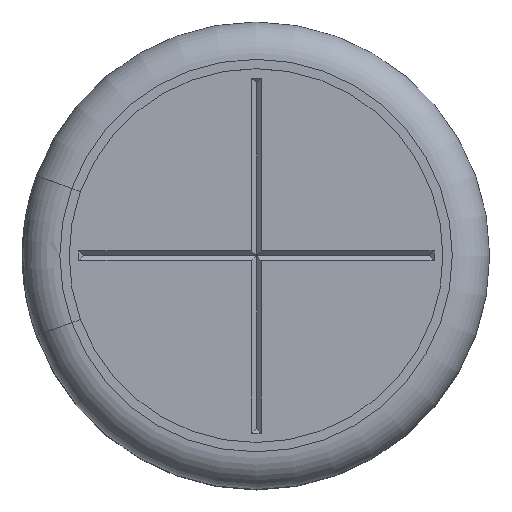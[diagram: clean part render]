
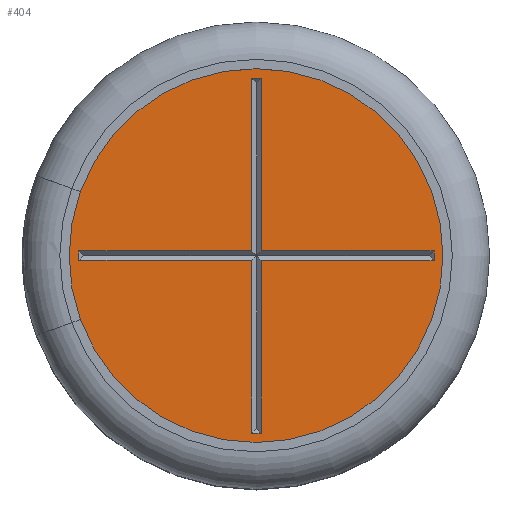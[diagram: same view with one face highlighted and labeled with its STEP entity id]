
A CAD part, top view. The second image highlights one B-rep face of the part: STEP entity #404.
In plain terms, the highlighted planar face has unit normal (0, 0, 1).
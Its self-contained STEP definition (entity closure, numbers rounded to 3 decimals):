
#404=ADVANCED_FACE('',(#1025,#1027),#1029,.T.);
#1025=FACE_BOUND('',#1026,.T.);
#1026=EDGE_LOOP('',(#1550));
#1027=FACE_BOUND('',#1028,.T.);
#1028=EDGE_LOOP('',(#1551,#1552,#1553,#1554,#1555,#1556,#1557,#1558,#1559,#1560,
#1561,#1562));
#1029=PLANE('',#1030);
#1030=AXIS2_PLACEMENT_3D('',#1031,#1032,#1033);
#1031=CARTESIAN_POINT('',(0.,0.,4.9));
#1032=DIRECTION('',(0.,0.,1.));
#1033=DIRECTION('',(1.,0.,0.));
#1550=ORIENTED_EDGE('',*,*,#1807,.T.);
#1551=ORIENTED_EDGE('',*,*,#1854,.T.);
#1552=ORIENTED_EDGE('',*,*,#1855,.T.);
#1553=ORIENTED_EDGE('',*,*,#1856,.T.);
#1554=ORIENTED_EDGE('',*,*,#1857,.T.);
#1555=ORIENTED_EDGE('',*,*,#1858,.T.);
#1556=ORIENTED_EDGE('',*,*,#1859,.T.);
#1557=ORIENTED_EDGE('',*,*,#1860,.T.);
#1558=ORIENTED_EDGE('',*,*,#1861,.T.);
#1559=ORIENTED_EDGE('',*,*,#1862,.T.);
#1560=ORIENTED_EDGE('',*,*,#1863,.T.);
#1561=ORIENTED_EDGE('',*,*,#1864,.T.);
#1562=ORIENTED_EDGE('',*,*,#1865,.T.);
#1807=EDGE_CURVE('',#2080,#2080,#2081,.T.);
#1854=EDGE_CURVE('',#2162,#2163,#2164,.F.);
#1855=EDGE_CURVE('',#2163,#2165,#2166,.F.);
#1856=EDGE_CURVE('',#2165,#2167,#2168,.F.);
#1857=EDGE_CURVE('',#2167,#2169,#2170,.F.);
#1858=EDGE_CURVE('',#2169,#2171,#2172,.F.);
#1859=EDGE_CURVE('',#2171,#2173,#2174,.F.);
#1860=EDGE_CURVE('',#2173,#2175,#2176,.F.);
#1861=EDGE_CURVE('',#2175,#2177,#2178,.F.);
#1862=EDGE_CURVE('',#2177,#2179,#2180,.F.);
#1863=EDGE_CURVE('',#2179,#2181,#2182,.F.);
#1864=EDGE_CURVE('',#2181,#2183,#2184,.F.);
#1865=EDGE_CURVE('',#2183,#2162,#2185,.F.);
#2080=VERTEX_POINT('',#2782);
#2081=CIRCLE('',#2783,2.);
#2162=VERTEX_POINT('',#3026);
#2163=VERTEX_POINT('',#3027);
#2164=LINE('',#3028,#3029);
#2165=VERTEX_POINT('',#3031);
#2166=LINE('',#3032,#3033);
#2167=VERTEX_POINT('',#3035);
#2168=LINE('',#3036,#3037);
#2169=VERTEX_POINT('',#3039);
#2170=LINE('',#3040,#3041);
#2171=VERTEX_POINT('',#3043);
#2172=LINE('',#3044,#3045);
#2173=VERTEX_POINT('',#3047);
#2174=LINE('',#3048,#3049);
#2175=VERTEX_POINT('',#3051);
#2176=LINE('',#3052,#3053);
#2177=VERTEX_POINT('',#3055);
#2178=LINE('',#3056,#3057);
#2179=VERTEX_POINT('',#3059);
#2180=LINE('',#3060,#3061);
#2181=VERTEX_POINT('',#3063);
#2182=LINE('',#3064,#3065);
#2183=VERTEX_POINT('',#3067);
#2184=LINE('',#3068,#3069);
#2185=LINE('',#3071,#3072);
#2782=CARTESIAN_POINT('',(2.,0.,4.9));
#2783=AXIS2_PLACEMENT_3D('',#2784,#2785,#2786);
#2784=CARTESIAN_POINT('',(0.,0.,4.9));
#2785=DIRECTION('',(0.,0.,1.));
#2786=DIRECTION('',(1.,0.,0.));
#3026=CARTESIAN_POINT('',(-0.046,-0.05,4.9));
#3027=CARTESIAN_POINT('',(-1.896,-0.05,4.9));
#3028=CARTESIAN_POINT('',(-1.896,-0.05,4.9));
#3029=VECTOR('',#3030,1.);
#3030=DIRECTION('',(1.,0.,0.));
#3031=CARTESIAN_POINT('',(-1.896,0.05,4.9));
#3032=CARTESIAN_POINT('',(-1.896,0.05,4.9));
#3033=VECTOR('',#3034,1.);
#3034=DIRECTION('',(0.,-1.,0.));
#3035=CARTESIAN_POINT('',(-0.046,0.05,4.9));
#3036=CARTESIAN_POINT('',(-0.046,0.05,4.9));
#3037=VECTOR('',#3038,1.);
#3038=DIRECTION('',(-1.,0.,0.));
#3039=CARTESIAN_POINT('',(-0.046,1.9,4.9));
#3040=CARTESIAN_POINT('',(-0.046,1.9,4.9));
#3041=VECTOR('',#3042,1.);
#3042=DIRECTION('',(0.,-1.,0.));
#3043=CARTESIAN_POINT('',(0.054,1.9,4.9));
#3044=CARTESIAN_POINT('',(0.054,1.9,4.9));
#3045=VECTOR('',#3046,1.);
#3046=DIRECTION('',(-1.,0.,0.));
#3047=CARTESIAN_POINT('',(0.054,0.05,4.9));
#3048=CARTESIAN_POINT('',(0.054,0.05,4.9));
#3049=VECTOR('',#3050,1.);
#3050=DIRECTION('',(0.,1.,0.));
#3051=CARTESIAN_POINT('',(1.904,0.05,4.9));
#3052=CARTESIAN_POINT('',(1.904,0.05,4.9));
#3053=VECTOR('',#3054,1.);
#3054=DIRECTION('',(-1.,0.,0.));
#3055=CARTESIAN_POINT('',(1.904,-0.05,4.9));
#3056=CARTESIAN_POINT('',(1.904,-0.05,4.9));
#3057=VECTOR('',#3058,1.);
#3058=DIRECTION('',(0.,1.,0.));
#3059=CARTESIAN_POINT('',(0.054,-0.05,4.9));
#3060=CARTESIAN_POINT('',(0.054,-0.05,4.9));
#3061=VECTOR('',#3062,1.);
#3062=DIRECTION('',(1.,0.,0.));
#3063=CARTESIAN_POINT('',(0.054,-1.9,4.9));
#3064=CARTESIAN_POINT('',(0.054,-1.9,4.9));
#3065=VECTOR('',#3066,1.);
#3066=DIRECTION('',(0.,1.,0.));
#3067=CARTESIAN_POINT('',(-0.046,-1.9,4.9));
#3068=CARTESIAN_POINT('',(-0.046,-1.9,4.9));
#3069=VECTOR('',#3070,1.);
#3070=DIRECTION('',(1.,0.,0.));
#3071=CARTESIAN_POINT('',(-0.046,-0.05,4.9));
#3072=VECTOR('',#3073,1.);
#3073=DIRECTION('',(0.,-1.,0.));
